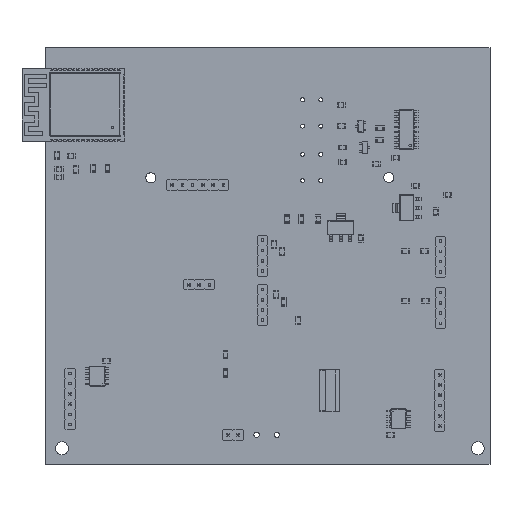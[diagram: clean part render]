
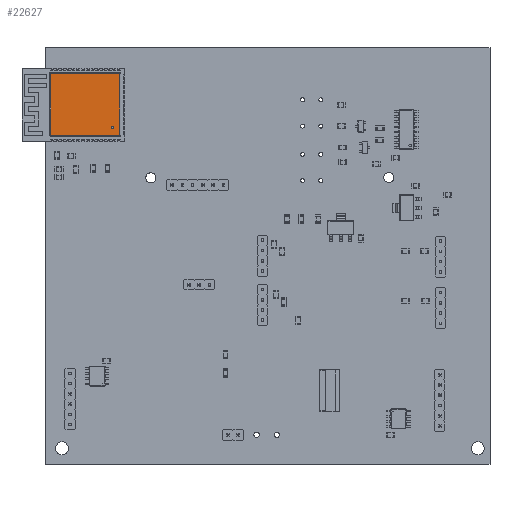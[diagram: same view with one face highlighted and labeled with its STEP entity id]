
A CAD part, top view. The second image highlights one B-rep face of the part: STEP entity #22627.
In plain terms, the highlighted planar face has unit normal (0, 0, 1).
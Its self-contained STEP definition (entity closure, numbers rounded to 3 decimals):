
#22451 = VERTEX_POINT('',#22452);
#22452 = CARTESIAN_POINT('',(-7.55,5.65,3.1));
#22459 = EDGE_CURVE('',#22451,#22460,#22462,.T.);
#22460 = VERTEX_POINT('',#22461);
#22461 = CARTESIAN_POINT('',(7.75,5.65,3.1));
#22462 = LINE('',#22463,#22464);
#22463 = CARTESIAN_POINT('',(-7.8,5.65,3.1));
#22464 = VECTOR('',#22465,1.);
#22465 = DIRECTION('',(1.,0.,0.));
#22627 = ADVANCED_FACE('',(#22628,#22653),#22664,.T.);
#22628 = FACE_BOUND('',#22629,.T.);
#22629 = EDGE_LOOP('',(#22630,#22640,#22646,#22647));
#22630 = ORIENTED_EDGE('',*,*,#22631,.F.);
#22631 = EDGE_CURVE('',#22632,#22634,#22636,.T.);
#22632 = VERTEX_POINT('',#22633);
#22633 = CARTESIAN_POINT('',(7.75,-11.45,3.1));
#22634 = VERTEX_POINT('',#22635);
#22635 = CARTESIAN_POINT('',(-7.55,-11.45,3.1));
#22636 = LINE('',#22637,#22638);
#22637 = CARTESIAN_POINT('',(8.,-11.45,3.1));
#22638 = VECTOR('',#22639,1.);
#22639 = DIRECTION('',(-1.,0.,0.));
#22640 = ORIENTED_EDGE('',*,*,#22641,.F.);
#22641 = EDGE_CURVE('',#22460,#22632,#22642,.T.);
#22642 = LINE('',#22643,#22644);
#22643 = CARTESIAN_POINT('',(7.75,5.9,3.1));
#22644 = VECTOR('',#22645,1.);
#22645 = DIRECTION('',(0.,-1.,0.));
#22646 = ORIENTED_EDGE('',*,*,#22459,.F.);
#22647 = ORIENTED_EDGE('',*,*,#22648,.F.);
#22648 = EDGE_CURVE('',#22634,#22451,#22649,.T.);
#22649 = LINE('',#22650,#22651);
#22650 = CARTESIAN_POINT('',(-7.55,-11.7,3.1));
#22651 = VECTOR('',#22652,1.);
#22652 = DIRECTION('',(0.,1.,0.));
#22653 = FACE_BOUND('',#22654,.T.);
#22654 = EDGE_LOOP('',(#22655));
#22655 = ORIENTED_EDGE('',*,*,#22656,.F.);
#22656 = EDGE_CURVE('',#22657,#22657,#22659,.T.);
#22657 = VERTEX_POINT('',#22658);
#22658 = CARTESIAN_POINT('',(-5.35,-9.6,3.1));
#22659 = CIRCLE('',#22660,0.25);
#22660 = AXIS2_PLACEMENT_3D('',#22661,#22662,#22663);
#22661 = CARTESIAN_POINT('',(-5.6,-9.6,3.1));
#22662 = DIRECTION('',(0.,0.,1.));
#22663 = DIRECTION('',(1.,0.,-0.));
#22664 = PLANE('',#22665);
#22665 = AXIS2_PLACEMENT_3D('',#22666,#22667,#22668);
#22666 = CARTESIAN_POINT('',(0.1,-2.9,3.1));
#22667 = DIRECTION('',(0.,0.,1.));
#22668 = DIRECTION('',(1.,0.,-0.));
